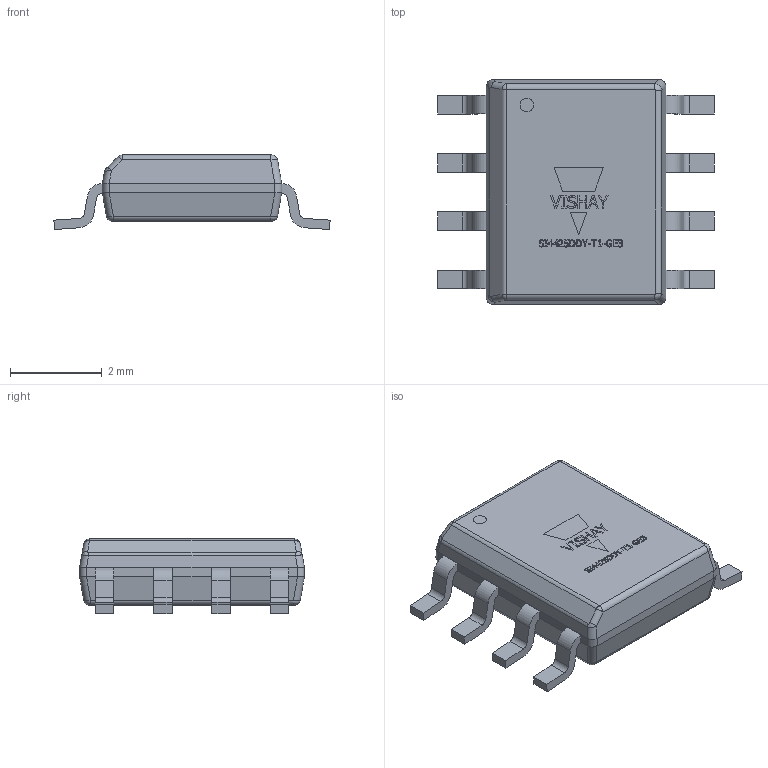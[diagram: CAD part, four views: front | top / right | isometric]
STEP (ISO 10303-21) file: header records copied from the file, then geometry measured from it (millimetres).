
FILE_DESCRIPTION( ( '' ), ' ' );
FILE_NAME( '5be25a9f8bcc17188cf829ad.step', '2018-11-07T03:23:11', ( '' ), ( '' ), ' ', ' ', ' ' );
FILE_SCHEMA( ( 'AUTOMOTIVE_DESIGN { 1 0 10303 214 1 1 1 1 }' ) );
Length unit declared in the file: metre
Products named in the file (34): Open CASCADE STEP translator 6.8 10; Open CASCADE STEP translator 6.8 9; Open CASCADE STEP translator 6.8 8; Open CASCADE STEP translator 6.8 7; Open CASCADE STEP translator 6.8 6; Open CASCADE STEP translator 6.8 5; Open CASCADE STEP translator 6.8 4; Open CASCADE STEP translator 6.8 3; Open CASCADE STEP translator 6.8 2; Open CASCADE STEP translator 6.8 1
Bounding box: 6.02 x 4.9 x 1.64 mm (x, y, z)
Volume: 27.4 mm3; surface area: 78.1 mm2
Topology: 34 solids, 34 shells, 510 faces, 1288 edges, 846 vertices
Faces by surface type: plane 341, cylinder 110, extrusion 45, bspline 6, revolution 6, sphere 2
Full cylindrical faces by diameter (mm): 0.293 x1
Entity records: 26777 total; most frequent: CARTESIAN_POINT 3816, ORIENTED_EDGE 2574, DIRECTION 2353, STYLED_ITEM 1797, PRESENTATION_STYLE_ASSIGNMENT 1797, COLOUR_RGB 1797, EDGE_CURVE 1287, CURVE_STYLE 1287
